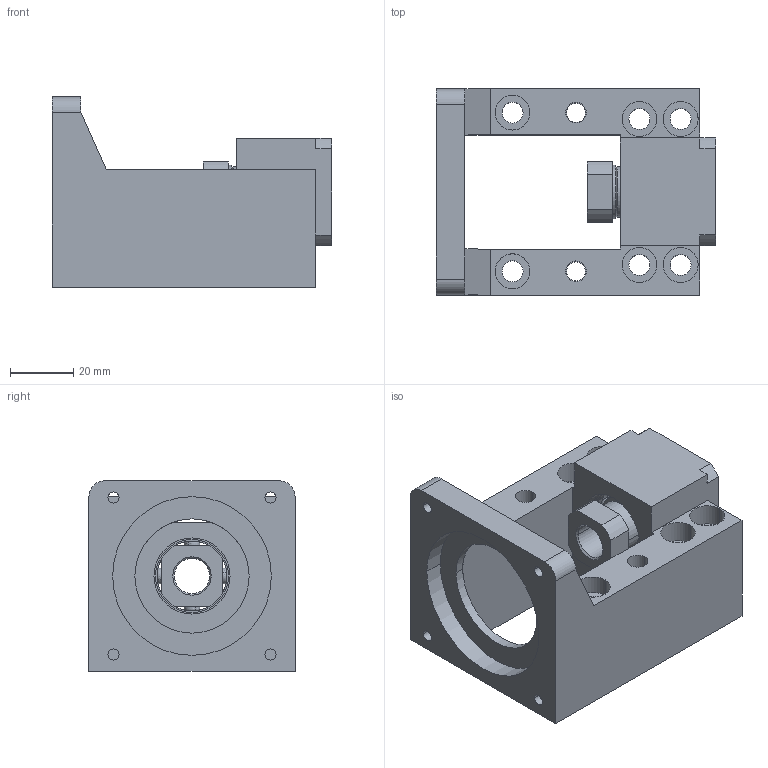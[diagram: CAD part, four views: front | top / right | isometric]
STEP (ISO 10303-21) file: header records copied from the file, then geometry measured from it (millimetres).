
FILE_DESCRIPTION(('CATIA V5 STEP Exchange'),'2;1');
FILE_NAME('TKZA12-60H-XT01580005.stp','2019-10-24T15:24:01+00:00',('none'),('none'),'CATIA Version 5 Release 20 GA (IN-10)','CATIA V5 STEP AP203','none');
FILE_SCHEMA(('CONFIG_CONTROL_DESIGN'));
Length unit declared in the file: millimetre
Products named in the file (1): TKZA12-60H-XT01580005_AllCATPart
Bounding box: 88 x 65 x 60 mm (x, y, z)
Volume: 127077.5 mm3; surface area: 45003.1 mm2
Topology: 18 solids, 20 shells, 285 faces, 678 edges, 398 vertices
Faces by surface type: cylinder 124, plane 67, cone 38, sphere 32, torus 24
Entity records: 7024 total; most frequent: ORIENTED_EDGE 1228, CARTESIAN_POINT 1186, DIRECTION 960, EDGE_CURVE 614, AXIS2_PLACEMENT_3D 548, VERTEX_POINT 398, CIRCLE 374, EDGE_LOOP 346
